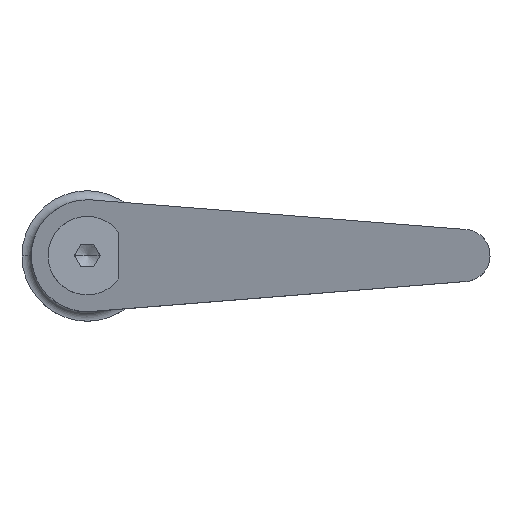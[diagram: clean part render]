
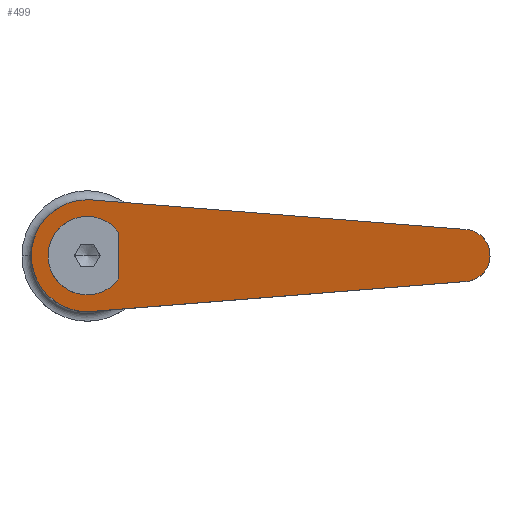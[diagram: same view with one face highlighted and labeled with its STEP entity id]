
A CAD part, top view. The second image highlights one B-rep face of the part: STEP entity #499.
In plain terms, the highlighted planar face has unit normal (-0.256, 0, 0.967).
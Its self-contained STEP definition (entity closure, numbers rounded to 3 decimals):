
#259=VERTEX_POINT('',#690);
#289=EDGE_CURVE('',#539,#335,#723,.T.);
#307=EDGE_CURVE('',#607,#539,#743,.T.);
#319=EDGE_CURVE('',#357,#325,#756,.T.);
#325=VERTEX_POINT('',#764);
#327=EDGE_CURVE('',#259,#493,#766,.T.);
#335=VERTEX_POINT('',#774);
#345=VERTEX_POINT('',#785);
#357=VERTEX_POINT('',#797);
#365=VERTEX_POINT('',#805);
#389=EDGE_CURVE('',#335,#459,#833,.T.);
#429=VERTEX_POINT('',#878);
#443=VERTEX_POINT('',#893);
#459=VERTEX_POINT('',#911);
#493=VERTEX_POINT('',#948);
#499=ADVANCED_FACE('',(#954,#955),#956,.F.);
#505=EDGE_CURVE('',#365,#429,#962,.T.);
#513=EDGE_CURVE('',#345,#519,#971,.T.);
#517=EDGE_CURVE('',#599,#519,#975,.T.);
#519=VERTEX_POINT('',#977);
#525=EDGE_CURVE('',#325,#493,#983,.T.);
#539=VERTEX_POINT('',#1000);
#555=EDGE_CURVE('',#357,#599,#1019,.T.);
#575=EDGE_CURVE('',#429,#443,#1041,.T.);
#583=EDGE_CURVE('',#365,#345,#1049,.T.);
#593=EDGE_CURVE('',#459,#607,#1060,.T.);
#599=VERTEX_POINT('',#1066);
#607=VERTEX_POINT('',#1075);
#617=EDGE_CURVE('',#443,#629,#1086,.T.);
#629=VERTEX_POINT('',#1100);
#631=EDGE_CURVE('',#629,#259,#1102,.T.);
#690=CARTESIAN_POINT('',(1.188,14.953,54.582));
#723=LINE('',#1235,#1236);
#743=ELLIPSE('',#1261,10.861,10.5);
#756=LINE('',#1282,#1283);
#764=CARTESIAN_POINT('',(0.052,15.,54.281));
#766=ELLIPSE('',#1295,15.516,15.0);
#774=CARTESIAN_POINT('',(8.441,6.244,56.5));
#785=CARTESIAN_POINT('',(0.052,-15.,54.281));
#797=CARTESIAN_POINT('',(0.052,15.,54.281));
#805=CARTESIAN_POINT('',(0.053,-15.,54.281));
#833=ELLIPSE('',#1390,10.861,10.5);
#878=CARTESIAN_POINT('',(1.188,-14.953,54.582));
#893=CARTESIAN_POINT('',(101.554,-6.978,81.127));
#911=CARTESIAN_POINT('',(0.,10.5,54.267));
#948=CARTESIAN_POINT('',(0.053,15.,54.281));
#954=FACE_OUTER_BOUND('',#1561,.T.);
#955=FACE_BOUND('',#1562,.T.);
#956=PLANE('',#1563);
#962=ELLIPSE('',#1572,15.516,15.0);
#971=LINE('',#1581,#1582);
#975=ELLIPSE('',#1589,15.516,15.0);
#977=CARTESIAN_POINT('',(0.052,-15.,54.281));
#983=LINE('',#1601,#1602);
#1000=CARTESIAN_POINT('',(8.441,-6.244,56.5));
#1019=ELLIPSE('',#1644,15.516,15.0);
#1041=LINE('',#1682,#1683);
#1049=LINE('',#1695,#1696);
#1060=ELLIPSE('',#1710,10.861,10.5);
#1066=CARTESIAN_POINT('',(-15.0,0.,50.3));
#1075=CARTESIAN_POINT('',(0.,-10.5,54.267));
#1086=ELLIPSE('',#1744,7.241,7.0);
#1100=CARTESIAN_POINT('',(101.554,6.978,81.127));
#1102=LINE('',#1766,#1767);
#1235=CARTESIAN_POINT('',(8.441,0.,56.5));
#1236=VECTOR('',#1856,1.0);
#1261=AXIS2_PLACEMENT_3D('',#1873,#1874,#1875);
#1282=CARTESIAN_POINT('',(0.052,-15.,54.281));
#1283=VECTOR('',#1890,1.0);
#1295=AXIS2_PLACEMENT_3D('',#1907,#1908,#1909);
#1390=AXIS2_PLACEMENT_3D('',#1974,#1975,#1976);
#1561=EDGE_LOOP('',(#2111,#2112,#2113,#2114,#2115,#2116,#2117,#2118,#2119,#2120,#2121));
#1562=EDGE_LOOP('',(#2122,#2123,#2124,#2125));
#1563=AXIS2_PLACEMENT_3D('',#2126,#2127,#2128);
#1572=AXIS2_PLACEMENT_3D('',#2130,#2131,#2132);
#1581=CARTESIAN_POINT('',(0.052,-15.,54.281));
#1582=VECTOR('',#2142,1.0);
#1589=AXIS2_PLACEMENT_3D('',#2144,#2145,#2146);
#1601=CARTESIAN_POINT('',(0.052,15.,54.281));
#1602=VECTOR('',#2151,1.0);
#1644=AXIS2_PLACEMENT_3D('',#2210,#2211,#2212);
#1682=CARTESIAN_POINT('',(102.362,-6.914,81.341));
#1683=VECTOR('',#2234,1.0);
#1695=CARTESIAN_POINT('',(101.223,-6.766,81.04));
#1696=VECTOR('',#2239,1.0);
#1710=AXIS2_PLACEMENT_3D('',#2249,#2250,#2251);
#1744=AXIS2_PLACEMENT_3D('',#2285,#2286,#2287);
#1766=CARTESIAN_POINT('',(55.44,10.642,68.931));
#1767=VECTOR('',#2308,1.0);
#1856=DIRECTION('',(0.,1.0,0.0));
#1873=CARTESIAN_POINT('',(0.,0.,54.267));
#1874=DIRECTION('',(-0.256,0.,0.967));
#1875=DIRECTION('',(-0.967,0.0,-0.256));
#1890=DIRECTION('',(0.,1.0,0.));
#1907=CARTESIAN_POINT('',(0.,0.,54.267));
#1908=DIRECTION('',(-0.256,0.,0.967));
#1909=DIRECTION('',(0.967,0.,0.256));
#1974=CARTESIAN_POINT('',(0.,0.,54.267));
#1975=DIRECTION('',(-0.256,0.,0.967));
#1976=DIRECTION('',(-0.967,0.0,-0.256));
#2111=ORIENTED_EDGE('',*,*,#525,.F.);
#2112=ORIENTED_EDGE('',*,*,#319,.F.);
#2113=ORIENTED_EDGE('',*,*,#555,.T.);
#2114=ORIENTED_EDGE('',*,*,#517,.T.);
#2115=ORIENTED_EDGE('',*,*,#513,.F.);
#2116=ORIENTED_EDGE('',*,*,#583,.F.);
#2117=ORIENTED_EDGE('',*,*,#505,.T.);
#2118=ORIENTED_EDGE('',*,*,#575,.T.);
#2119=ORIENTED_EDGE('',*,*,#617,.T.);
#2120=ORIENTED_EDGE('',*,*,#631,.T.);
#2121=ORIENTED_EDGE('',*,*,#327,.T.);
#2122=ORIENTED_EDGE('',*,*,#389,.F.);
#2123=ORIENTED_EDGE('',*,*,#289,.F.);
#2124=ORIENTED_EDGE('',*,*,#307,.F.);
#2125=ORIENTED_EDGE('',*,*,#593,.F.);
#2126=CARTESIAN_POINT('',(49.015,0.,67.231));
#2127=DIRECTION('',(0.256,0.,-0.967));
#2128=DIRECTION('',(0.247,0.967,0.065));
#2130=CARTESIAN_POINT('',(0.,0.,54.267));
#2131=DIRECTION('',(-0.256,0.,0.967));
#2132=DIRECTION('',(0.967,0.,0.256));
#2142=DIRECTION('',(0.,1.0,0.));
#2144=CARTESIAN_POINT('',(0.,0.,54.267));
#2145=DIRECTION('',(-0.256,0.,0.967));
#2146=DIRECTION('',(0.967,0.,0.256));
#2151=DIRECTION('',(0.964,-0.078,0.255));
#2210=CARTESIAN_POINT('',(0.,0.,54.267));
#2211=DIRECTION('',(-0.256,0.,0.967));
#2212=DIRECTION('',(0.967,0.,0.256));
#2234=DIRECTION('',(0.964,0.077,0.255));
#2239=DIRECTION('',(-0.964,-0.078,-0.255));
#2249=CARTESIAN_POINT('',(0.,0.,54.267));
#2250=DIRECTION('',(-0.256,0.,0.967));
#2251=DIRECTION('',(-0.967,0.0,-0.256));
#2285=CARTESIAN_POINT('',(101.0,0.,80.981));
#2286=DIRECTION('',(-0.256,0.,0.967));
#2287=DIRECTION('',(0.967,0.,0.256));
#2308=DIRECTION('',(-0.964,0.077,-0.255));
